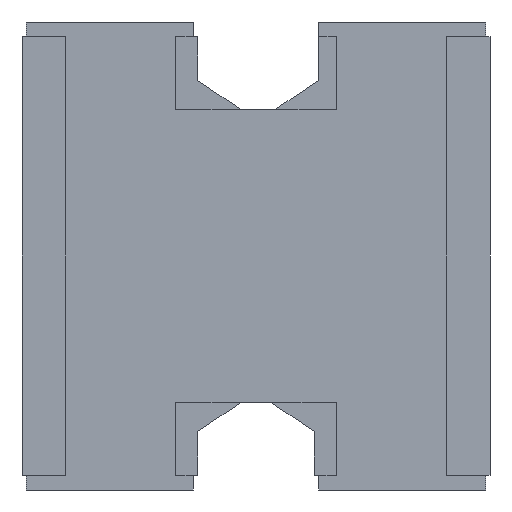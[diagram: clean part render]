
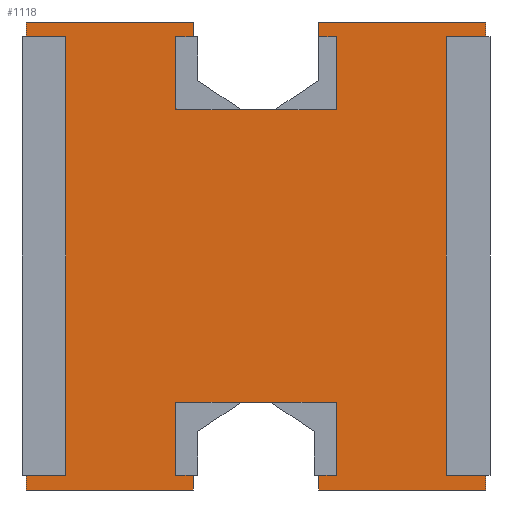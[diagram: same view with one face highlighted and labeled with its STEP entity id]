
A CAD part, front view. The second image highlights one B-rep face of the part: STEP entity #1118.
In plain terms, the highlighted planar face has unit normal (0, -1, 0).
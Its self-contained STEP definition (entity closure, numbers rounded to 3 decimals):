
#38=FACE_OUTER_BOUND('',#102,.T.);
#102=EDGE_LOOP('',(#757,#758,#759,#760,#761,#762,#763,#764,#765,#766,#767,
#768,#769,#770,#771,#772));
#152=LINE('',#1521,#296);
#154=LINE('',#1527,#298);
#157=LINE('',#1533,#301);
#160=LINE('',#1539,#304);
#163=LINE('',#1544,#307);
#166=LINE('',#1551,#310);
#169=LINE('',#1557,#313);
#175=LINE('',#1569,#319);
#176=LINE('',#1572,#320);
#179=LINE('',#1577,#323);
#184=LINE('',#1587,#328);
#186=LINE('',#1593,#330);
#189=LINE('',#1598,#333);
#191=LINE('',#1601,#335);
#193=LINE('',#1604,#337);
#195=LINE('',#1607,#339);
#296=VECTOR('',#1245,0.2);
#298=VECTOR('',#1249,0.2);
#301=VECTOR('',#1254,0.572);
#304=VECTOR('',#1259,0.572);
#307=VECTOR('',#1264,1.6);
#310=VECTOR('',#1269,0.2);
#313=VECTOR('',#1274,0.572);
#319=VECTOR('',#1282,0.2);
#320=VECTOR('',#1285,0.572);
#323=VECTOR('',#1290,1.6);
#328=VECTOR('',#1297,0.128);
#330=VECTOR('',#1301,0.128);
#333=VECTOR('',#1306,0.18);
#335=VECTOR('',#1310,0.18);
#337=VECTOR('',#1314,0.18);
#339=VECTOR('',#1318,0.18);
#437=VERTEX_POINT('',#1514);
#440=VERTEX_POINT('',#1519);
#441=VERTEX_POINT('',#1523);
#443=VERTEX_POINT('',#1526);
#445=VERTEX_POINT('',#1532);
#447=VERTEX_POINT('',#1538);
#449=VERTEX_POINT('',#1547);
#451=VERTEX_POINT('',#1550);
#453=VERTEX_POINT('',#1556);
#455=VERTEX_POINT('',#1562);
#458=VERTEX_POINT('',#1567);
#459=VERTEX_POINT('',#1571);
#461=VERTEX_POINT('',#1580);
#464=VERTEX_POINT('',#1585);
#465=VERTEX_POINT('',#1589);
#467=VERTEX_POINT('',#1592);
#536=EDGE_CURVE('',#440,#437,#152,.T.);
#538=EDGE_CURVE('',#441,#443,#154,.T.);
#541=EDGE_CURVE('',#443,#445,#157,.T.);
#544=EDGE_CURVE('',#447,#440,#160,.T.);
#547=EDGE_CURVE('',#445,#447,#163,.T.);
#550=EDGE_CURVE('',#449,#451,#166,.T.);
#553=EDGE_CURVE('',#451,#453,#169,.T.);
#559=EDGE_CURVE('',#458,#455,#175,.T.);
#560=EDGE_CURVE('',#459,#458,#176,.T.);
#563=EDGE_CURVE('',#453,#459,#179,.T.);
#568=EDGE_CURVE('',#464,#461,#184,.T.);
#570=EDGE_CURVE('',#465,#467,#186,.T.);
#573=EDGE_CURVE('',#455,#464,#189,.T.);
#575=EDGE_CURVE('',#461,#441,#191,.T.);
#577=EDGE_CURVE('',#467,#449,#193,.T.);
#579=EDGE_CURVE('',#437,#465,#195,.T.);
#757=ORIENTED_EDGE('',*,*,#575,.F.);
#758=ORIENTED_EDGE('',*,*,#568,.F.);
#759=ORIENTED_EDGE('',*,*,#573,.F.);
#760=ORIENTED_EDGE('',*,*,#559,.F.);
#761=ORIENTED_EDGE('',*,*,#560,.F.);
#762=ORIENTED_EDGE('',*,*,#563,.F.);
#763=ORIENTED_EDGE('',*,*,#553,.F.);
#764=ORIENTED_EDGE('',*,*,#550,.F.);
#765=ORIENTED_EDGE('',*,*,#577,.F.);
#766=ORIENTED_EDGE('',*,*,#570,.F.);
#767=ORIENTED_EDGE('',*,*,#579,.F.);
#768=ORIENTED_EDGE('',*,*,#536,.F.);
#769=ORIENTED_EDGE('',*,*,#544,.F.);
#770=ORIENTED_EDGE('',*,*,#547,.F.);
#771=ORIENTED_EDGE('',*,*,#541,.F.);
#772=ORIENTED_EDGE('',*,*,#538,.F.);
#982=PLANE('',#1191);
#1118=ADVANCED_FACE('',(#38),#982,.F.);
#1191=AXIS2_PLACEMENT_3D('',#1610,#1322,#1323);
#1245=DIRECTION('',(0.,0.,1.));
#1249=DIRECTION('',(0.,0.,1.));
#1254=DIRECTION('',(1.,0.,0.));
#1259=DIRECTION('',(-1.,0.,0.));
#1264=DIRECTION('',(0.,0.,-1.));
#1269=DIRECTION('',(0.,0.,-1.));
#1274=DIRECTION('',(-1.,0.,0.));
#1282=DIRECTION('',(0.,0.,-1.));
#1285=DIRECTION('',(1.,0.,0.));
#1290=DIRECTION('',(0.,0.,1.));
#1297=DIRECTION('',(1.,0.,0.));
#1301=DIRECTION('',(-1.,0.,0.));
#1306=DIRECTION('',(0.832,0.,-0.555));
#1310=DIRECTION('',(0.832,0.,0.555));
#1314=DIRECTION('',(-0.832,0.,-0.555));
#1318=DIRECTION('',(-0.832,0.,0.555));
#1322=DIRECTION('center_axis',(0.,1.,0.));
#1323=DIRECTION('ref_axis',(0.,0.,1.));
#1514=CARTESIAN_POINT('',(1.,0.,0.2));
#1519=CARTESIAN_POINT('',(1.,0.,0.));
#1521=CARTESIAN_POINT('',(1.,0.,0.));
#1523=CARTESIAN_POINT('',(1.,0.,1.4));
#1526=CARTESIAN_POINT('',(1.,0.,1.6));
#1527=CARTESIAN_POINT('',(1.,0.,0.));
#1532=CARTESIAN_POINT('',(1.572,0.,1.6));
#1533=CARTESIAN_POINT('',(1.,0.,1.6));
#1538=CARTESIAN_POINT('',(1.572,0.,0.));
#1539=CARTESIAN_POINT('',(1.572,0.,0.));
#1544=CARTESIAN_POINT('',(1.572,0.,1.6));
#1547=CARTESIAN_POINT('',(0.572,0.,0.2));
#1550=CARTESIAN_POINT('',(0.572,0.,0.));
#1551=CARTESIAN_POINT('',(0.572,0.,1.6));
#1556=CARTESIAN_POINT('',(0.,0.,0.));
#1557=CARTESIAN_POINT('',(0.572,0.,0.));
#1562=CARTESIAN_POINT('',(0.572,0.,1.4));
#1567=CARTESIAN_POINT('',(0.572,0.,1.6));
#1569=CARTESIAN_POINT('',(0.572,0.,1.6));
#1571=CARTESIAN_POINT('',(0.,0.,1.6));
#1572=CARTESIAN_POINT('',(0.,0.,1.6));
#1577=CARTESIAN_POINT('',(0.,0.,0.));
#1580=CARTESIAN_POINT('',(0.85,0.,1.3));
#1585=CARTESIAN_POINT('',(0.722,0.,1.3));
#1587=CARTESIAN_POINT('',(0.572,0.,1.3));
#1589=CARTESIAN_POINT('',(0.85,0.,0.3));
#1592=CARTESIAN_POINT('',(0.722,0.,0.3));
#1593=CARTESIAN_POINT('',(1.,0.,0.3));
#1598=CARTESIAN_POINT('',(0.572,0.,1.4));
#1601=CARTESIAN_POINT('',(0.85,0.,1.3));
#1604=CARTESIAN_POINT('',(0.722,0.,0.3));
#1607=CARTESIAN_POINT('',(1.,0.,0.2));
#1610=CARTESIAN_POINT('Origin',(0.942,0.,0.267));
